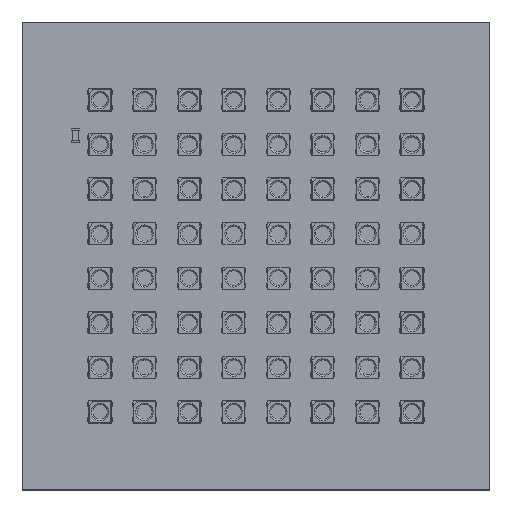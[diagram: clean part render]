
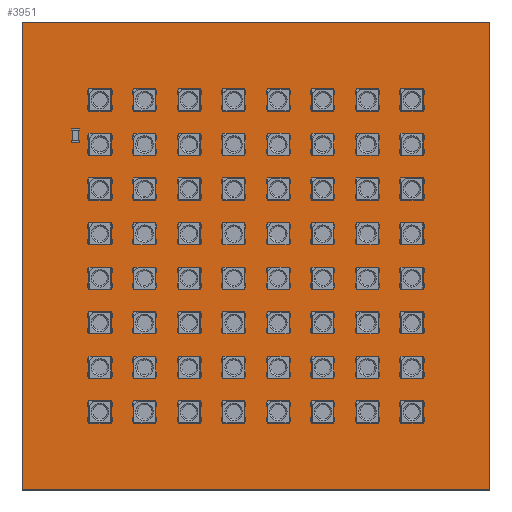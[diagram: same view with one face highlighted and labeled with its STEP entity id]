
A CAD part, top view. The second image highlights one B-rep face of the part: STEP entity #3951.
In plain terms, the highlighted planar face has unit normal (0, 0, 1).
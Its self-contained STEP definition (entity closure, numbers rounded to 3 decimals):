
#3822 = VERTEX_POINT('',#3823);
#3823 = CARTESIAN_POINT('',(112.5,-112.5,1.6));
#3829 = EDGE_CURVE('',#3822,#3830,#3832,.T.);
#3830 = VERTEX_POINT('',#3831);
#3831 = CARTESIAN_POINT('',(7.5,-112.5,1.6));
#3832 = LINE('',#3833,#3834);
#3833 = CARTESIAN_POINT('',(112.5,-112.5,1.6));
#3834 = VECTOR('',#3835,1.);
#3835 = DIRECTION('',(-1.,0.,0.));
#3860 = EDGE_CURVE('',#3830,#3861,#3863,.T.);
#3861 = VERTEX_POINT('',#3862);
#3862 = CARTESIAN_POINT('',(7.5,-7.5,1.6));
#3863 = LINE('',#3864,#3865);
#3864 = CARTESIAN_POINT('',(7.5,-112.5,1.6));
#3865 = VECTOR('',#3866,1.);
#3866 = DIRECTION('',(0.,1.,0.));
#3891 = EDGE_CURVE('',#3861,#3892,#3894,.T.);
#3892 = VERTEX_POINT('',#3893);
#3893 = CARTESIAN_POINT('',(112.5,-7.5,1.6));
#3894 = LINE('',#3895,#3896);
#3895 = CARTESIAN_POINT('',(7.5,-7.5,1.6));
#3896 = VECTOR('',#3897,1.);
#3897 = DIRECTION('',(1.,0.,0.));
#3922 = EDGE_CURVE('',#3892,#3822,#3923,.T.);
#3923 = LINE('',#3924,#3925);
#3924 = CARTESIAN_POINT('',(112.5,-7.5,1.6));
#3925 = VECTOR('',#3926,1.);
#3926 = DIRECTION('',(0.,-1.,0.));
#3951 = ADVANCED_FACE('',(#3952),#3958,.T.);
#3952 = FACE_BOUND('',#3953,.F.);
#3953 = EDGE_LOOP('',(#3954,#3955,#3956,#3957));
#3954 = ORIENTED_EDGE('',*,*,#3829,.T.);
#3955 = ORIENTED_EDGE('',*,*,#3860,.T.);
#3956 = ORIENTED_EDGE('',*,*,#3891,.T.);
#3957 = ORIENTED_EDGE('',*,*,#3922,.T.);
#3958 = PLANE('',#3959);
#3959 = AXIS2_PLACEMENT_3D('',#3960,#3961,#3962);
#3960 = CARTESIAN_POINT('',(0.,0.,1.6));
#3961 = DIRECTION('',(0.,0.,1.));
#3962 = DIRECTION('',(1.,0.,-0.));
